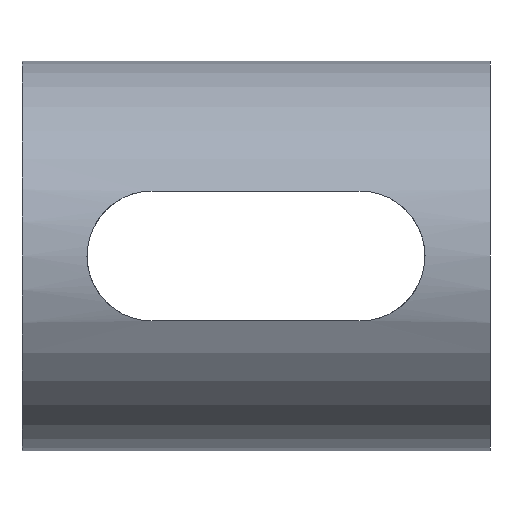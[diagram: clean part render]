
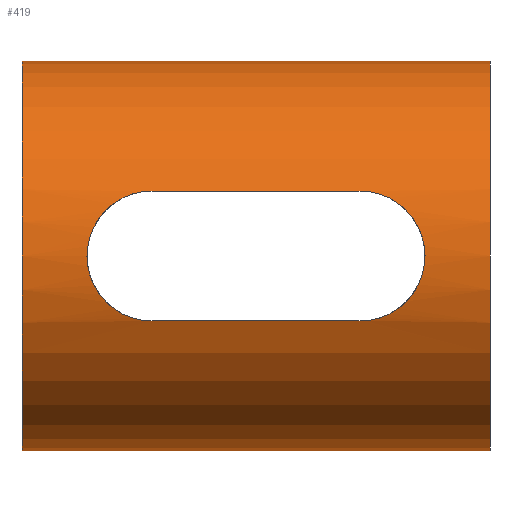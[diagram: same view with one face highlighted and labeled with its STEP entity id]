
A CAD part, front view. The second image highlights one B-rep face of the part: STEP entity #419.
In plain terms, the highlighted cylindrical face has radius 23.812 mm (diameter 47.625 mm), a partial arc.
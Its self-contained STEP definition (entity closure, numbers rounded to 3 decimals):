
#64=DIRECTION('',(1.,0.,0.));
#65=VECTOR('',#64,57.15);
#66=CARTESIAN_POINT('',(0.,0.,-23.813));
#67=LINE('',#66,#65);
#76=CARTESIAN_POINT('',(57.15,0.,0.));
#77=DIRECTION('',(-1.,0.,0.));
#78=DIRECTION('',(0.,0.,-1.));
#79=AXIS2_PLACEMENT_3D('',#76,#77,#78);
#96=DIRECTION('',(1.,0.,0.));
#97=VECTOR('',#96,57.15);
#98=CARTESIAN_POINT('',(0.,0.,23.813));
#99=LINE('',#98,#97);
#100=DIRECTION('',(1.,0.,0.));
#101=VECTOR('',#100,25.4);
#102=CARTESIAN_POINT('',(15.875,-22.451,-7.938));
#103=LINE('',#102,#101);
#104=DIRECTION('',(-1.,0.,0.));
#105=VECTOR('',#104,25.4);
#106=CARTESIAN_POINT('',(41.275,-22.451,7.938));
#107=LINE('',#106,#105);
#113=CARTESIAN_POINT('',(0.,0.,0.));
#114=DIRECTION('',(1.,0.,0.));
#115=DIRECTION('',(0.,0.,1.));
#116=AXIS2_PLACEMENT_3D('',#113,#114,#115);
#202=CARTESIAN_POINT('',(15.875,-22.451,-7.938));
#203=CARTESIAN_POINT('',(15.414,-22.451,-7.938));
#204=CARTESIAN_POINT('',(14.472,-22.483,-7.857));
#205=CARTESIAN_POINT('',(13.045,-22.621,-7.467));
#206=CARTESIAN_POINT('',(11.684,-22.831,-6.794));
#207=CARTESIAN_POINT('',(10.535,-23.07,-5.933));
#208=CARTESIAN_POINT('',(9.512,-23.327,-4.826));
#209=CARTESIAN_POINT('',(8.724,-23.552,-3.55));
#210=CARTESIAN_POINT('',(8.195,-23.719,-2.178));
#211=CARTESIAN_POINT('',(7.926,-23.816,
-0.726));
#212=CARTESIAN_POINT('',(7.925,-23.816,0.715));
#213=CARTESIAN_POINT('',(8.191,-23.721,2.157));
#214=CARTESIAN_POINT('',(8.698,-23.56,3.489));
#215=CARTESIAN_POINT('',(9.452,-23.344,4.742));
#216=CARTESIAN_POINT('',(10.451,-23.089,5.857));
#217=CARTESIAN_POINT('',(11.606,-22.845,6.747));
#218=CARTESIAN_POINT('',(12.99,-22.627,7.449));
#219=CARTESIAN_POINT('',(14.457,-22.483,7.856));
#220=CARTESIAN_POINT('',(15.41,-22.451,7.938));
#221=CARTESIAN_POINT('',(15.875,-22.451,7.938));
#252=CARTESIAN_POINT('',(41.275,-22.451,7.938));
#253=CARTESIAN_POINT('',(41.736,-22.451,7.938));
#254=CARTESIAN_POINT('',(42.678,-22.483,7.857));
#255=CARTESIAN_POINT('',(44.105,-22.621,7.467));
#256=CARTESIAN_POINT('',(45.466,-22.831,6.794));
#257=CARTESIAN_POINT('',(46.615,-23.07,5.933));
#258=CARTESIAN_POINT('',(47.638,-23.327,4.826));
#259=CARTESIAN_POINT('',(48.426,-23.552,3.55));
#260=CARTESIAN_POINT('',(48.955,-23.719,2.178));
#261=CARTESIAN_POINT('',(49.224,-23.816,0.726));
#262=CARTESIAN_POINT('',(49.225,-23.816,
-0.715));
#263=CARTESIAN_POINT('',(48.959,-23.721,-2.157));
#264=CARTESIAN_POINT('',(48.452,-23.56,-3.489));
#265=CARTESIAN_POINT('',(47.698,-23.344,-4.742));
#266=CARTESIAN_POINT('',(46.699,-23.089,-5.857));
#267=CARTESIAN_POINT('',(45.544,-22.845,-6.747));
#268=CARTESIAN_POINT('',(44.16,-22.627,-7.449));
#269=CARTESIAN_POINT('',(42.693,-22.483,-7.856));
#270=CARTESIAN_POINT('',(41.74,-22.451,-7.938));
#271=CARTESIAN_POINT('',(41.275,-22.451,-7.938));
#307=CARTESIAN_POINT('',(57.15,0.,23.813));
#308=CARTESIAN_POINT('',(57.15,0.,-23.813));
#309=VERTEX_POINT('',#307);
#310=VERTEX_POINT('',#308);
#311=CARTESIAN_POINT('',(0.,0.,23.813));
#312=VERTEX_POINT('',#311);
#313=CARTESIAN_POINT('',(0.,0.,-23.813));
#314=VERTEX_POINT('',#313);
#334=VERTEX_POINT('',#202);
#335=VERTEX_POINT('',#221);
#336=CARTESIAN_POINT('',(41.275,-22.451,-7.938));
#337=VERTEX_POINT('',#336);
#338=VERTEX_POINT('',#252);
#397=CARTESIAN_POINT('',(57.15,0.,0.));
#398=DIRECTION('',(-1.,0.,0.));
#399=DIRECTION('',(0.,0.,1.));
#400=AXIS2_PLACEMENT_3D('',#397,#398,#399);
#401=CYLINDRICAL_SURFACE('',#400,23.813);
#402=ORIENTED_EDGE('',*,*,#385,.F.);
#403=ORIENTED_EDGE('',*,*,#366,.F.);
#405=ORIENTED_EDGE('',*,*,#404,.F.);
#406=ORIENTED_EDGE('',*,*,#362,.T.);
#407=EDGE_LOOP('',(#402,#403,#405,#406));
#408=FACE_OUTER_BOUND('',#407,.F.);
#410=ORIENTED_EDGE('',*,*,#409,.T.);
#412=ORIENTED_EDGE('',*,*,#411,.F.);
#414=ORIENTED_EDGE('',*,*,#413,.T.);
#416=ORIENTED_EDGE('',*,*,#415,.F.);
#417=EDGE_LOOP('',(#410,#412,#414,#416));
#418=FACE_BOUND('',#417,.F.);
#419=ADVANCED_FACE('',(#408,#418),#401,.T.);
#80=CIRCLE('',#79,23.813);
#117=CIRCLE('',#116,23.813);
#222=B_SPLINE_CURVE_WITH_KNOTS('',3,(#202,#203,#204,#205,#206,#207,#208,#209,
#210,#211,#212,#213,#214,#215,#216,#217,#218,#219,#220,#221),.UNSPECIFIED.,.F.,
.F.,(4,1,1,1,1,1,1,1,1,1,1,1,1,1,1,1,1,4),(0.,0.059,
0.118,0.176,0.235,0.294,
0.353,0.412,0.471,0.529,
0.588,0.647,0.706,0.765,
0.824,0.882,0.941,1.),.UNSPECIFIED.);
#272=B_SPLINE_CURVE_WITH_KNOTS('',3,(#252,#253,#254,#255,#256,#257,#258,#259,
#260,#261,#262,#263,#264,#265,#266,#267,#268,#269,#270,#271),.UNSPECIFIED.,.F.,
.F.,(4,1,1,1,1,1,1,1,1,1,1,1,1,1,1,1,1,4),(0.,0.059,
0.118,0.176,0.235,0.294,
0.353,0.412,0.471,0.529,
0.588,0.647,0.706,0.765,
0.824,0.882,0.941,1.),.UNSPECIFIED.);
#362=EDGE_CURVE('',#312,#309,#99,.T.);
#366=EDGE_CURVE('',#314,#310,#67,.T.);
#385=EDGE_CURVE('',#310,#309,#80,.T.);
#404=EDGE_CURVE('',#312,#314,#117,.T.);
#409=EDGE_CURVE('',#334,#337,#103,.T.);
#411=EDGE_CURVE('',#338,#337,#272,.T.);
#413=EDGE_CURVE('',#338,#335,#107,.T.);
#415=EDGE_CURVE('',#334,#335,#222,.T.);
